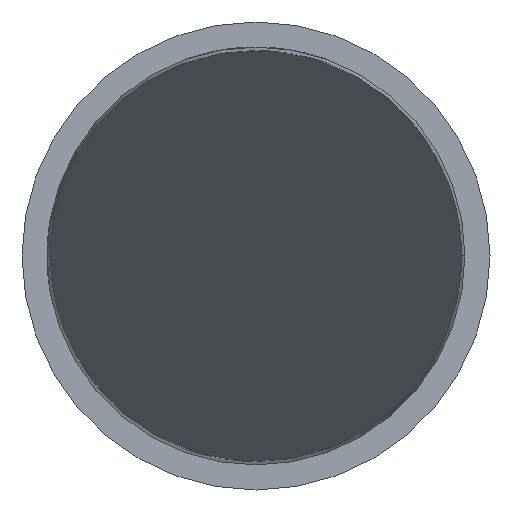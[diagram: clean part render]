
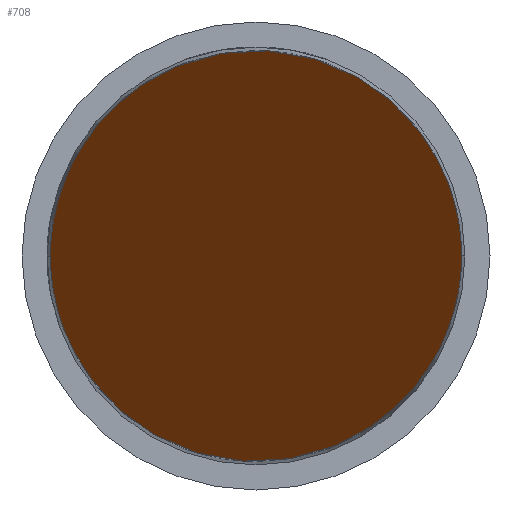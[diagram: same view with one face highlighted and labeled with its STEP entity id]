
A CAD part, front view. The second image highlights one B-rep face of the part: STEP entity #708.
In plain terms, the highlighted planar face has unit normal (-0.866, -0.5, 0).
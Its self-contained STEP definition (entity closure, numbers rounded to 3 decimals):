
#121 = CARTESIAN_POINT ( 'NONE',  ( 1.23, -22., -2.46 ) ) ;
#306 = ORIENTED_EDGE ( 'NONE', *, *, #2427, .F. ) ;
#363 = CARTESIAN_POINT ( 'NONE',  ( -1.23, -17.739, 0. ) ) ;
#373 = DIRECTION ( 'NONE',  ( -0.5, 0.866, 0. ) ) ;
#447 =( BOUNDED_CURVE ( )  B_SPLINE_CURVE ( 3, ( #1945, #121, #2437, #363 ),
 .UNSPECIFIED., .F., .F. ) 
 B_SPLINE_CURVE_WITH_KNOTS ( ( 4, 4 ),
 ( 3.142, 6.283 ),
 .UNSPECIFIED. ) 
 CURVE ( )  GEOMETRIC_REPRESENTATION_ITEM ( )  RATIONAL_B_SPLINE_CURVE ( ( 1., 0.333, 0.333, 1. ) ) 
 REPRESENTATION_ITEM ( '' )  );
#462 = CARTESIAN_POINT ( 'NONE',  ( 1.23, -22., 2.46 ) ) ;
#499 = ORIENTED_EDGE ( 'NONE', *, *, #660, .F. ) ;
#660 = EDGE_CURVE ( 'Defeature ausgef�hrt1_0+Defeature ausgef�hrt1_6+Defeature ausgef�hrt1_6+Defeature ausgef�hrt1_6', #917, #2970, #447, .T. ) ;
#673 = CARTESIAN_POINT ( 'NONE',  ( 1.23, -22., 0. ) ) ;
#708 = ADVANCED_FACE ( 'Defeature ausgef�hrt1_6', ( #1669 ), #1954, .F. ) ;
#917 = VERTEX_POINT ( 'NONE', #1565 ) ;
#928 = CARTESIAN_POINT ( 'NONE',  ( -1.23, -17.739, 0. ) ) ;
#1371 = CARTESIAN_POINT ( 'NONE',  ( -1.23, -17.739, 0. ) ) ;
#1565 = CARTESIAN_POINT ( 'NONE',  ( 1.23, -22., 0. ) ) ;
#1669 = FACE_OUTER_BOUND ( 'NONE', #2251, .T. ) ;
#1945 = CARTESIAN_POINT ( 'NONE',  ( 1.23, -22., 0. ) ) ;
#1954 = PLANE ( 'NONE',  #2646 ) ;
#2051 =( BOUNDED_CURVE ( )  B_SPLINE_CURVE ( 3, ( #1371, #2070, #462, #673 ),
 .UNSPECIFIED., .F., .T. ) 
 B_SPLINE_CURVE_WITH_KNOTS ( ( 4, 4 ),
 ( 0., 3.142 ),
 .UNSPECIFIED. ) 
 CURVE ( )  GEOMETRIC_REPRESENTATION_ITEM ( )  RATIONAL_B_SPLINE_CURVE ( ( 1., 0.333, 0.333, 1. ) ) 
 REPRESENTATION_ITEM ( '' )  );
#2070 = CARTESIAN_POINT ( 'NONE',  ( -1.23, -17.739, 2.46 ) ) ;
#2251 = EDGE_LOOP ( 'NONE', ( #306, #499 ) ) ;
#2427 = EDGE_CURVE ( 'Defeature ausgef�hrt1_0+Defeature ausgef�hrt1_6+Defeature ausgef�hrt1_6+Defeature ausgef�hrt1_6', #2970, #917, #2051, .T. ) ;
#2437 = CARTESIAN_POINT ( 'NONE',  ( -1.23, -17.739, -2.46 ) ) ;
#2646 = AXIS2_PLACEMENT_3D ( 'NONE', #2661, #2682, #373 ) ;
#2661 = CARTESIAN_POINT ( 'NONE',  ( 1.23, -22., -1.4 ) ) ;
#2682 = DIRECTION ( 'NONE',  ( 0.866, 0.5, 0. ) ) ;
#2970 = VERTEX_POINT ( 'NONE', #928 ) ;
